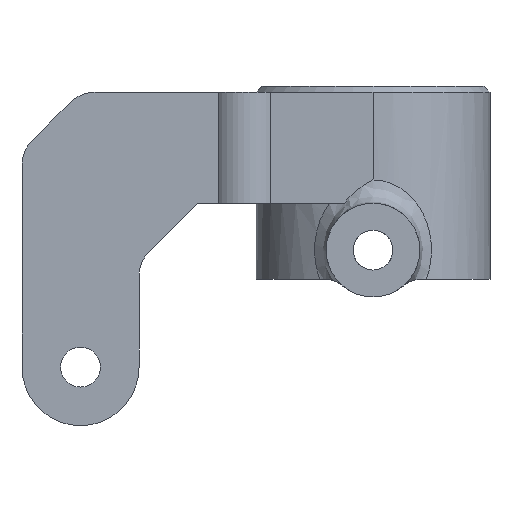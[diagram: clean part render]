
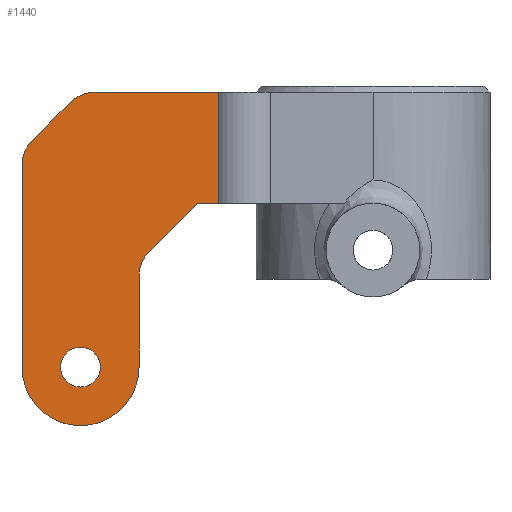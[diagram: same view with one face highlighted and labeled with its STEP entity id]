
A CAD part, front view. The second image highlights one B-rep face of the part: STEP entity #1440.
In plain terms, the highlighted planar face has unit normal (0, -1, 0).
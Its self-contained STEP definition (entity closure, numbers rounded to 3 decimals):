
#66 = DIRECTION ( 'NONE',  ( 0., -1., 0. ) ) ;
#119 = VERTEX_POINT ( 'NONE', #905 ) ;
#148 = VERTEX_POINT ( 'NONE', #1899 ) ;
#162 = ORIENTED_EDGE ( 'NONE', *, *, #2610, .F. ) ;
#185 = CARTESIAN_POINT ( 'NONE',  ( -20., -10., -16.243 ) ) ;
#194 = DIRECTION ( 'NONE',  ( 0., 0., 1. ) ) ;
#233 = ORIENTED_EDGE ( 'NONE', *, *, #612, .T. ) ;
#246 = ORIENTED_EDGE ( 'NONE', *, *, #2423, .F. ) ;
#276 = DIRECTION ( 'NONE',  ( 0., 0., 1. ) ) ;
#330 = CIRCLE ( 'NONE', #2841, 1.7 ) ;
#340 = CIRCLE ( 'NONE', #662, 3. ) ;
#355 = EDGE_LOOP ( 'NONE', ( #1765, #246 ) ) ;
#361 = VERTEX_POINT ( 'NONE', #3025 ) ;
#384 = LINE ( 'NONE', #2155, #1003 ) ;
#426 = VECTOR ( 'NONE', #2285, 1000. ) ;
#463 = DIRECTION ( 'NONE',  ( 0., 0., -1. ) ) ;
#484 = CARTESIAN_POINT ( 'NONE',  ( -23.757, -10., -0.5 ) ) ;
#488 = VECTOR ( 'NONE', #708, 1000. ) ;
#539 = AXIS2_PLACEMENT_3D ( 'NONE', #571, #823, #3168 ) ;
#571 = CARTESIAN_POINT ( 'NONE',  ( -27., -10., -6.743 ) ) ;
#612 = EDGE_CURVE ( 'NONE', #361, #3148, #1974, .T. ) ;
#662 = AXIS2_PLACEMENT_3D ( 'NONE', #1579, #2105, #2878 ) ;
#694 = DIRECTION ( 'NONE',  ( 0., 0., 1. ) ) ;
#695 = EDGE_CURVE ( 'NONE', #1311, #361, #3389, .T. ) ;
#708 = DIRECTION ( 'NONE',  ( 0., 0., -1. ) ) ;
#709 = CARTESIAN_POINT ( 'NONE',  ( -25., -10., -24. ) ) ;
#737 = ORIENTED_EDGE ( 'NONE', *, *, #3133, .T. ) ;
#740 = DIRECTION ( 'NONE',  ( -0.707, 0., -0.707 ) ) ;
#769 = VERTEX_POINT ( 'NONE', #2378 ) ;
#794 = DIRECTION ( 'NONE',  ( 0., 0., -1. ) ) ;
#823 = DIRECTION ( 'NONE',  ( 0., -1., 0. ) ) ;
#882 = CARTESIAN_POINT ( 'NONE',  ( -29.121, -10., -4.621 ) ) ;
#905 = CARTESIAN_POINT ( 'NONE',  ( -13.236, -10., -10. ) ) ;
#945 = ORIENTED_EDGE ( 'NONE', *, *, #695, .T. ) ;
#966 = DIRECTION ( 'NONE',  ( 0., 0., -1. ) ) ;
#1000 = EDGE_CURVE ( 'NONE', #3148, #1439, #3294, .T. ) ;
#1003 = VECTOR ( 'NONE', #3038, 1000. ) ;
#1033 = CARTESIAN_POINT ( 'NONE',  ( 249997.25, -10., 250002.25 ) ) ;
#1043 = FACE_BOUND ( 'NONE', #355, .T. ) ;
#1068 = LINE ( 'NONE', #2642, #3158 ) ;
#1087 = VERTEX_POINT ( 'NONE', #484 ) ;
#1142 = DIRECTION ( 'NONE',  ( 0., 1., 0. ) ) ;
#1154 = CARTESIAN_POINT ( 'NONE',  ( -25., -10., -22.3 ) ) ;
#1188 = AXIS2_PLACEMENT_3D ( 'NONE', #2517, #1142, #194 ) ;
#1206 = CARTESIAN_POINT ( 'NONE',  ( -25., -10., -24. ) ) ;
#1223 = VERTEX_POINT ( 'NONE', #1404 ) ;
#1311 = VERTEX_POINT ( 'NONE', #882 ) ;
#1324 = CIRCLE ( 'NONE', #2941, 5. ) ;
#1369 = VECTOR ( 'NONE', #1832, 1000. ) ;
#1372 = LINE ( 'NONE', #3285, #2893 ) ;
#1404 = CARTESIAN_POINT ( 'NONE',  ( -19.121, -10., -14.121 ) ) ;
#1408 = AXIS2_PLACEMENT_3D ( 'NONE', #2460, #66, #2664 ) ;
#1439 = VERTEX_POINT ( 'NONE', #2244 ) ;
#1440 = ADVANCED_FACE ( 'NONE', ( #3095, #1043 ), #1993, .F. ) ;
#1453 = CARTESIAN_POINT ( 'NONE',  ( -25., -10., -25.7 ) ) ;
#1454 = ORIENTED_EDGE ( 'NONE', *, *, #1000, .T. ) ;
#1459 = CARTESIAN_POINT ( 'NONE',  ( -17., -10., -16.243 ) ) ;
#1473 = CIRCLE ( 'NONE', #2819, 3. ) ;
#1486 = CARTESIAN_POINT ( 'NONE',  ( -13.236, -10., -0.5 ) ) ;
#1556 = EDGE_LOOP ( 'NONE', ( #162, #2587, #1714, #2749, #1877, #945, #233, #1454, #2391, #737, #2268, #2800 ) ) ;
#1560 = CARTESIAN_POINT ( 'NONE',  ( -30., -10., -24. ) ) ;
#1579 = CARTESIAN_POINT ( 'NONE',  ( -23.757, -10., -3.5 ) ) ;
#1701 = DIRECTION ( 'NONE',  ( 0., 1., 0. ) ) ;
#1714 = ORIENTED_EDGE ( 'NONE', *, *, #3317, .T. ) ;
#1747 = LINE ( 'NONE', #2326, #426 ) ;
#1765 = ORIENTED_EDGE ( 'NONE', *, *, #1807, .F. ) ;
#1795 = DIRECTION ( 'NONE',  ( 0., -1., 0. ) ) ;
#1807 = EDGE_CURVE ( 'NONE', #3300, #2906, #2148, .T. ) ;
#1832 = DIRECTION ( 'NONE',  ( 0.707, 0., 0.707 ) ) ;
#1877 = ORIENTED_EDGE ( 'NONE', *, *, #2532, .T. ) ;
#1899 = CARTESIAN_POINT ( 'NONE',  ( -20., -10., -24. ) ) ;
#1967 = EDGE_CURVE ( 'NONE', #119, #2489, #1372, .T. ) ;
#1974 = LINE ( 'NONE', #2295, #488 ) ;
#1984 = CARTESIAN_POINT ( 'NONE',  ( -15., -10., -10. ) ) ;
#1993 = PLANE ( 'NONE',  #1188 ) ;
#2007 = EDGE_CURVE ( 'NONE', #3393, #1223, #1473, .T. ) ;
#2105 = DIRECTION ( 'NONE',  ( 0., -1., 0. ) ) ;
#2137 = LINE ( 'NONE', #3097, #2808 ) ;
#2148 = CIRCLE ( 'NONE', #1408, 1.7 ) ;
#2155 = CARTESIAN_POINT ( 'NONE',  ( 500000., -10., -0.5 ) ) ;
#2244 = CARTESIAN_POINT ( 'NONE',  ( -25., -10., -29. ) ) ;
#2268 = ORIENTED_EDGE ( 'NONE', *, *, #2007, .T. ) ;
#2281 = EDGE_CURVE ( 'NONE', #1087, #769, #340, .T. ) ;
#2285 = DIRECTION ( 'NONE',  ( -1., 0., 0. ) ) ;
#2295 = CARTESIAN_POINT ( 'NONE',  ( -30., -10., -24. ) ) ;
#2326 = CARTESIAN_POINT ( 'NONE',  ( 500000., -10., -10. ) ) ;
#2340 = EDGE_CURVE ( 'NONE', #1223, #2502, #2389, .T. ) ;
#2365 = DIRECTION ( 'NONE',  ( 0., -1., 0. ) ) ;
#2378 = CARTESIAN_POINT ( 'NONE',  ( -25.879, -10., -1.379 ) ) ;
#2389 = LINE ( 'NONE', #1033, #1369 ) ;
#2391 = ORIENTED_EDGE ( 'NONE', *, *, #2657, .T. ) ;
#2423 = EDGE_CURVE ( 'NONE', #2906, #3300, #330, .T. ) ;
#2460 = CARTESIAN_POINT ( 'NONE',  ( -25., -10., -24. ) ) ;
#2489 = VERTEX_POINT ( 'NONE', #1486 ) ;
#2502 = VERTEX_POINT ( 'NONE', #1984 ) ;
#2517 = CARTESIAN_POINT ( 'NONE',  ( 500000., -10., -0.5 ) ) ;
#2523 = DIRECTION ( 'NONE',  ( 0., -1., 0. ) ) ;
#2532 = EDGE_CURVE ( 'NONE', #769, #1311, #2137, .T. ) ;
#2587 = ORIENTED_EDGE ( 'NONE', *, *, #1967, .T. ) ;
#2596 = AXIS2_PLACEMENT_3D ( 'NONE', #1206, #2523, #966 ) ;
#2610 = EDGE_CURVE ( 'NONE', #119, #2502, #1747, .T. ) ;
#2642 = CARTESIAN_POINT ( 'NONE',  ( -20., -10., -24. ) ) ;
#2657 = EDGE_CURVE ( 'NONE', #1439, #148, #1324, .T. ) ;
#2664 = DIRECTION ( 'NONE',  ( 0., 0., -1. ) ) ;
#2749 = ORIENTED_EDGE ( 'NONE', *, *, #2281, .T. ) ;
#2800 = ORIENTED_EDGE ( 'NONE', *, *, #2340, .T. ) ;
#2808 = VECTOR ( 'NONE', #740, 1000. ) ;
#2819 = AXIS2_PLACEMENT_3D ( 'NONE', #1459, #1701, #694 ) ;
#2841 = AXIS2_PLACEMENT_3D ( 'NONE', #2905, #2365, #794 ) ;
#2878 = DIRECTION ( 'NONE',  ( 0., 0., 1. ) ) ;
#2893 = VECTOR ( 'NONE', #3016, 1000. ) ;
#2905 = CARTESIAN_POINT ( 'NONE',  ( -25., -10., -24. ) ) ;
#2906 = VERTEX_POINT ( 'NONE', #1154 ) ;
#2941 = AXIS2_PLACEMENT_3D ( 'NONE', #709, #1795, #463 ) ;
#3016 = DIRECTION ( 'NONE',  ( 0., 0., 1. ) ) ;
#3025 = CARTESIAN_POINT ( 'NONE',  ( -30., -10., -6.743 ) ) ;
#3038 = DIRECTION ( 'NONE',  ( -1., 0., 0. ) ) ;
#3095 = FACE_OUTER_BOUND ( 'NONE', #1556, .T. ) ;
#3097 = CARTESIAN_POINT ( 'NONE',  ( -25., -10., -0.5 ) ) ;
#3133 = EDGE_CURVE ( 'NONE', #148, #3393, #1068, .T. ) ;
#3148 = VERTEX_POINT ( 'NONE', #1560 ) ;
#3158 = VECTOR ( 'NONE', #276, 1000. ) ;
#3168 = DIRECTION ( 'NONE',  ( 0., 0., 1. ) ) ;
#3285 = CARTESIAN_POINT ( 'NONE',  ( -13.236, -10., -0.5 ) ) ;
#3294 = CIRCLE ( 'NONE', #2596, 5. ) ;
#3300 = VERTEX_POINT ( 'NONE', #1453 ) ;
#3317 = EDGE_CURVE ( 'NONE', #2489, #1087, #384, .T. ) ;
#3389 = CIRCLE ( 'NONE', #539, 3. ) ;
#3393 = VERTEX_POINT ( 'NONE', #185 ) ;
